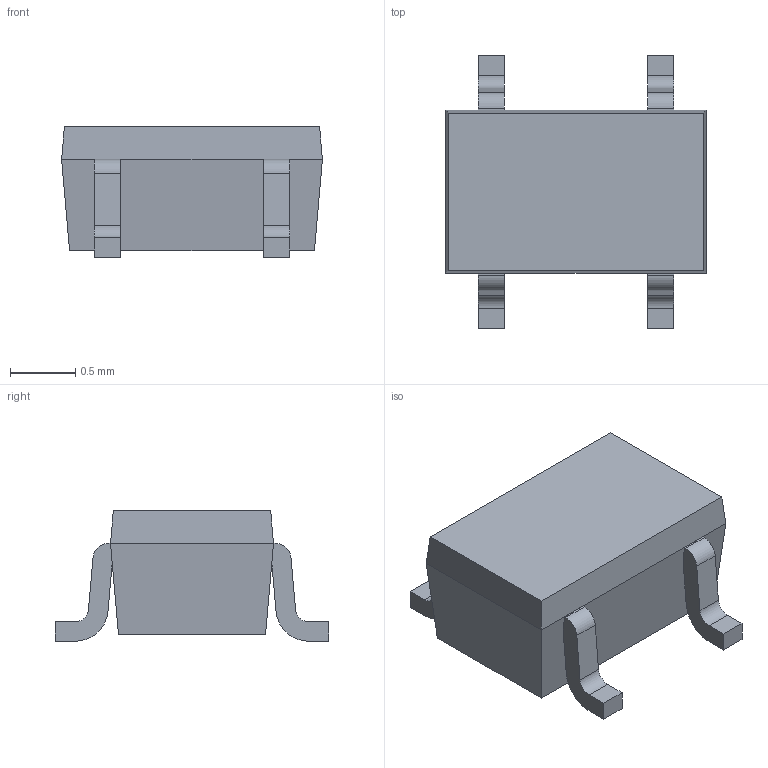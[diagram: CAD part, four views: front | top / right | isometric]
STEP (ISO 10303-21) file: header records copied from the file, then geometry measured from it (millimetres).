
FILE_DESCRIPTION (( 'STEP AP214' ), '1' );
FILE_NAME ('USQ.STEP', '2018-01-25T01:06:39', ( '微软用户' ), ( '微软中国' ), 'SwSTEP 2.0', 'SolidWorks 2015', '' );
FILE_SCHEMA (( 'AUTOMOTIVE_DESIGN' ));
Length unit declared in the file: millimetre
Products named in the file (1): USQ
Bounding box: 2 x 2.1 x 1 mm (x, y, z)
Volume: 2.3 mm3; surface area: 13.2 mm2
Topology: 5 solids, 5 shells, 58 faces, 140 edges, 92 vertices
Faces by surface type: plane 46, cylinder 12
Entity records: 2142 total; most frequent: CARTESIAN_POINT 291, DIRECTION 282, ORIENTED_EDGE 280, EDGE_CURVE 140, LINE 116, VECTOR 116, VERTEX_POINT 92, AXIS2_PLACEMENT_3D 83
